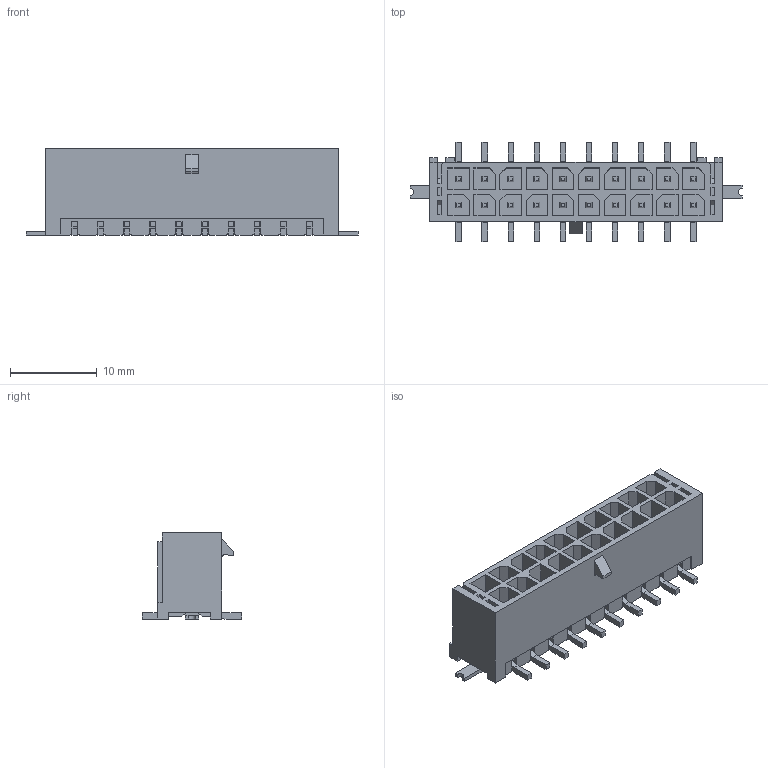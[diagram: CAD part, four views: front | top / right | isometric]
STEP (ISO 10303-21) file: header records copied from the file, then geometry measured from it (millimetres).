
FILE_DESCRIPTION(/* description */ ('Unknown'),/* implementation_level */ '2;1');
FILE_NAME(/* name */ 'J_Wurth_WR-MPC3_662020231822',/* time_stamp */ '2025-06-06T09:52:59+08:00',/* author */ ('Unknown'),/* organization */ ('Unknown'),/* preprocessor_version */ 'ST-DEVELOPER v19.4',/* originating_system */ 'Solid Edge',/* authorisation */ 'Unknown');
FILE_SCHEMA (('AUTOMOTIVE_DESIGN {1 0 10303 214 3 1 1}'));
Length unit declared in the file: millimetre
Products named in the file (2): J_Wurth_WR-MPC3_662020231822
Assembly tree (1 placements, depth 2):
  J_Wurth_WR-MPC3_662020231822
    J_Wurth_WR-MPC3_662020231822
Bounding box: 38.2 x 11.4 x 9.9 mm (x, y, z)
Volume: 1305.6 mm3; surface area: 3860.1 mm2
Topology: 23 solids, 23 shells, 945 faces, 2638 edges, 1732 vertices
Faces by surface type: plane 898, cylinder 47
Entity records: 29930 total; most frequent: CARTESIAN_POINT 5317, ORIENTED_EDGE 5276, DIRECTION 4626, EDGE_CURVE 2638, LINE 2544, VECTOR 2544, VERTEX_POINT 1732, AXIS2_PLACEMENT_3D 1041
